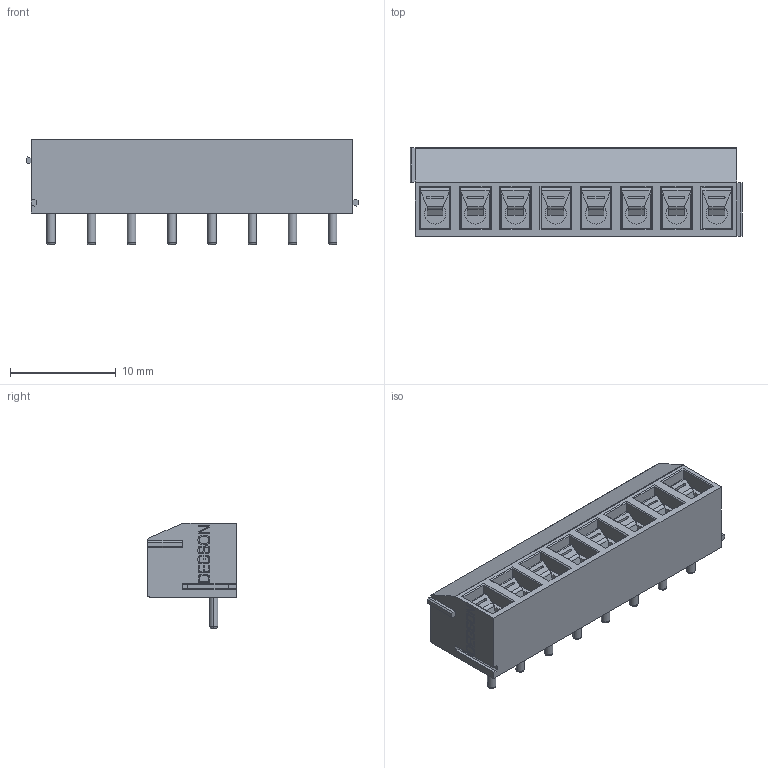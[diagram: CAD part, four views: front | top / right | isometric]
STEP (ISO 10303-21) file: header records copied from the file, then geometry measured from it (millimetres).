
FILE_DESCRIPTION (( 'STEP AP214' ), '1' );
FILE_NAME ('DG340R-3.81-08P-12-00AH.STEP', '2017-04-29T19:16:58', ( 'SIG' ), ( '' ), 'SwSTEP 2.0', 'SolidWorks 2014', '' );
FILE_SCHEMA (( 'AUTOMOTIVE_DESIGN' ));
Length unit declared in the file: millimetre
Products named in the file (30): DG340R-381_screw; DG340R-381-spring; DG340R-381-klamper; DG340R-381; DG340R-3.81-08P-12-00AH
Assembly tree (25 placements, depth 2):
  DG340R-381_screw
  DG340R-381-spring
  DG340R-381-spring
  DG340R-381-spring
  DG340R-381-klamper
Bounding box: 31.44 x 8.4 x 10 mm (x, y, z)
Volume: 1346.6 mm3; surface area: 3675.9 mm2
Topology: 26 solids, 26 shells, 1275 faces, 3169 edges, 2036 vertices
Faces by surface type: plane 702, cylinder 233, bspline 174, torus 120, cone 46
Entity records: 41026 total; most frequent: CARTESIAN_POINT 15965, ORIENTED_EDGE 4196, DIRECTION 3398, EDGE_CURVE 2098, VECTOR 1426, LINE 1426, VERTEX_POINT 1357, AXIS2_PLACEMENT_3D 986
